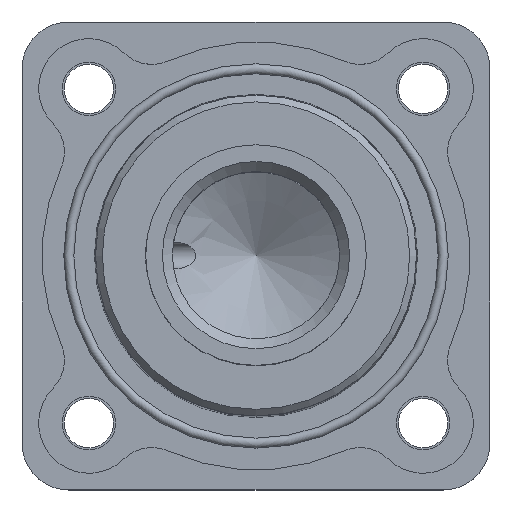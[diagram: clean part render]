
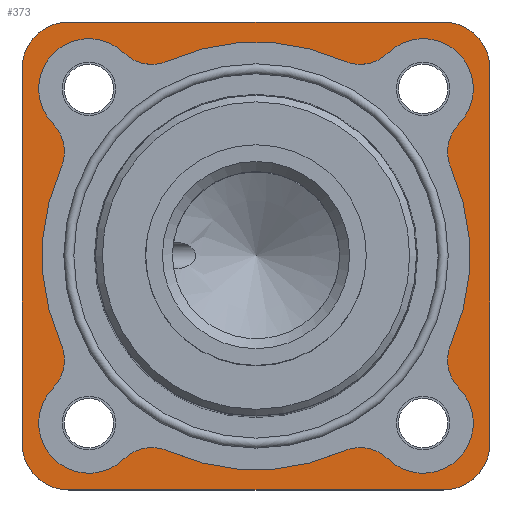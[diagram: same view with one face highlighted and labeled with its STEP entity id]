
A CAD part, top view. The second image highlights one B-rep face of the part: STEP entity #373.
In plain terms, the highlighted planar face has unit normal (0, 0, 1).
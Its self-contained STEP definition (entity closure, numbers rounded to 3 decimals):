
#258=FACE_BOUND('',#630,.T.);
#259=FACE_BOUND('',#631,.T.);
#373=ADVANCED_FACE('',(#258,#259),#419,.T.);
#419=PLANE('',#1952);
#630=EDGE_LOOP('',(#1144,#1145,#1146,#1147,#1148,#1149,#1150,#1151,#1152,
#1153,#1154,#1155,#1156,#1157,#1158,#1159));
#631=EDGE_LOOP('',(#1160,#1161,#1162,#1163,#1164,#1165,#1166,#1167));
#682=CIRCLE('',#1785,16.);
#684=CIRCLE('',#1788,3.);
#686=CIRCLE('',#1791,3.75);
#688=CIRCLE('',#1794,3.);
#690=CIRCLE('',#1797,16.);
#692=CIRCLE('',#1800,3.);
#694=CIRCLE('',#1803,3.75);
#696=CIRCLE('',#1806,3.);
#698=CIRCLE('',#1809,16.);
#700=CIRCLE('',#1812,3.);
#702=CIRCLE('',#1815,3.75);
#704=CIRCLE('',#1818,3.);
#706=CIRCLE('',#1821,16.);
#708=CIRCLE('',#1824,3.);
#710=CIRCLE('',#1827,3.75);
#712=CIRCLE('',#1830,3.);
#757=CIRCLE('',#1928,3.5);
#759=CIRCLE('',#1932,3.5);
#761=CIRCLE('',#1936,3.5);
#768=CIRCLE('',#1950,3.5);
#1144=ORIENTED_EDGE('',*,*,#1435,.F.);
#1145=ORIENTED_EDGE('',*,*,#1438,.F.);
#1146=ORIENTED_EDGE('',*,*,#1392,.F.);
#1147=ORIENTED_EDGE('',*,*,#1396,.F.);
#1148=ORIENTED_EDGE('',*,*,#1399,.F.);
#1149=ORIENTED_EDGE('',*,*,#1402,.F.);
#1150=ORIENTED_EDGE('',*,*,#1405,.F.);
#1151=ORIENTED_EDGE('',*,*,#1408,.F.);
#1152=ORIENTED_EDGE('',*,*,#1411,.F.);
#1153=ORIENTED_EDGE('',*,*,#1414,.F.);
#1154=ORIENTED_EDGE('',*,*,#1417,.F.);
#1155=ORIENTED_EDGE('',*,*,#1420,.F.);
#1156=ORIENTED_EDGE('',*,*,#1423,.F.);
#1157=ORIENTED_EDGE('',*,*,#1426,.F.);
#1158=ORIENTED_EDGE('',*,*,#1429,.F.);
#1159=ORIENTED_EDGE('',*,*,#1432,.F.);
#1160=ORIENTED_EDGE('',*,*,#1552,.T.);
#1161=ORIENTED_EDGE('',*,*,#1544,.T.);
#1162=ORIENTED_EDGE('',*,*,#1541,.T.);
#1163=ORIENTED_EDGE('',*,*,#1539,.T.);
#1164=ORIENTED_EDGE('',*,*,#1535,.T.);
#1165=ORIENTED_EDGE('',*,*,#1533,.T.);
#1166=ORIENTED_EDGE('',*,*,#1529,.T.);
#1167=ORIENTED_EDGE('',*,*,#1527,.T.);
#1240=VERTEX_POINT('',#2620);
#1241=VERTEX_POINT('',#2621);
#1244=VERTEX_POINT('',#2629);
#1246=VERTEX_POINT('',#2635);
#1248=VERTEX_POINT('',#2641);
#1250=VERTEX_POINT('',#2647);
#1252=VERTEX_POINT('',#2653);
#1254=VERTEX_POINT('',#2659);
#1256=VERTEX_POINT('',#2665);
#1258=VERTEX_POINT('',#2671);
#1260=VERTEX_POINT('',#2677);
#1262=VERTEX_POINT('',#2683);
#1264=VERTEX_POINT('',#2689);
#1266=VERTEX_POINT('',#2695);
#1268=VERTEX_POINT('',#2701);
#1270=VERTEX_POINT('',#2707);
#1323=VERTEX_POINT('',#2904);
#1324=VERTEX_POINT('',#2906);
#1325=VERTEX_POINT('',#2910);
#1328=VERTEX_POINT('',#2918);
#1329=VERTEX_POINT('',#2922);
#1332=VERTEX_POINT('',#2930);
#1333=VERTEX_POINT('',#2934);
#1335=VERTEX_POINT('',#2940);
#1392=EDGE_CURVE('',#1240,#1241,#682,.T.);
#1396=EDGE_CURVE('',#1244,#1240,#684,.T.);
#1399=EDGE_CURVE('',#1246,#1244,#686,.T.);
#1402=EDGE_CURVE('',#1248,#1246,#688,.T.);
#1405=EDGE_CURVE('',#1250,#1248,#690,.T.);
#1408=EDGE_CURVE('',#1252,#1250,#692,.T.);
#1411=EDGE_CURVE('',#1254,#1252,#694,.T.);
#1414=EDGE_CURVE('',#1256,#1254,#696,.T.);
#1417=EDGE_CURVE('',#1258,#1256,#698,.T.);
#1420=EDGE_CURVE('',#1260,#1258,#700,.T.);
#1423=EDGE_CURVE('',#1262,#1260,#702,.T.);
#1426=EDGE_CURVE('',#1264,#1262,#704,.T.);
#1429=EDGE_CURVE('',#1266,#1264,#706,.T.);
#1432=EDGE_CURVE('',#1268,#1266,#708,.T.);
#1435=EDGE_CURVE('',#1270,#1268,#710,.T.);
#1438=EDGE_CURVE('',#1241,#1270,#712,.T.);
#1527=EDGE_CURVE('',#1324,#1323,#1638,.T.);
#1529=EDGE_CURVE('',#1325,#1324,#757,.T.);
#1533=EDGE_CURVE('',#1328,#1325,#1642,.T.);
#1535=EDGE_CURVE('',#1329,#1328,#759,.T.);
#1539=EDGE_CURVE('',#1332,#1329,#1646,.T.);
#1541=EDGE_CURVE('',#1333,#1332,#761,.T.);
#1544=EDGE_CURVE('',#1335,#1333,#1649,.T.);
#1552=EDGE_CURVE('',#1323,#1335,#768,.T.);
#1638=LINE('',#2905,#1722);
#1642=LINE('',#2917,#1726);
#1646=LINE('',#2929,#1730);
#1649=LINE('',#2939,#1733);
#1722=VECTOR('',#2417,1.);
#1726=VECTOR('',#2429,1.);
#1730=VECTOR('',#2441,1.);
#1733=VECTOR('',#2452,1.);
#1785=AXIS2_PLACEMENT_3D('',#2619,#2073,#2074);
#1788=AXIS2_PLACEMENT_3D('',#2628,#2081,#2082);
#1791=AXIS2_PLACEMENT_3D('',#2634,#2088,#2089);
#1794=AXIS2_PLACEMENT_3D('',#2640,#2095,#2096);
#1797=AXIS2_PLACEMENT_3D('',#2646,#2102,#2103);
#1800=AXIS2_PLACEMENT_3D('',#2652,#2109,#2110);
#1803=AXIS2_PLACEMENT_3D('',#2658,#2116,#2117);
#1806=AXIS2_PLACEMENT_3D('',#2664,#2123,#2124);
#1809=AXIS2_PLACEMENT_3D('',#2670,#2130,#2131);
#1812=AXIS2_PLACEMENT_3D('',#2676,#2137,#2138);
#1815=AXIS2_PLACEMENT_3D('',#2682,#2144,#2145);
#1818=AXIS2_PLACEMENT_3D('',#2688,#2151,#2152);
#1821=AXIS2_PLACEMENT_3D('',#2694,#2158,#2159);
#1824=AXIS2_PLACEMENT_3D('',#2700,#2165,#2166);
#1827=AXIS2_PLACEMENT_3D('',#2706,#2172,#2173);
#1830=AXIS2_PLACEMENT_3D('',#2712,#2179,#2180);
#1928=AXIS2_PLACEMENT_3D('',#2909,#2421,#2422);
#1932=AXIS2_PLACEMENT_3D('',#2921,#2433,#2434);
#1936=AXIS2_PLACEMENT_3D('',#2933,#2445,#2446);
#1950=AXIS2_PLACEMENT_3D('',#2959,#2477,#2478);
#1952=AXIS2_PLACEMENT_3D('',#2961,#2481,#2482);
#2073=DIRECTION('',(0.,0.,1.));
#2074=DIRECTION('',(1.,0.,0.));
#2081=DIRECTION('',(0.,0.,-1.));
#2082=DIRECTION('',(1.,0.,0.));
#2088=DIRECTION('',(0.,0.,1.));
#2089=DIRECTION('',(1.,0.,0.));
#2095=DIRECTION('',(0.,0.,-1.));
#2096=DIRECTION('',(1.,0.,0.));
#2102=DIRECTION('',(0.,0.,1.));
#2103=DIRECTION('',(1.,0.,0.));
#2109=DIRECTION('',(0.,0.,-1.));
#2110=DIRECTION('',(1.,0.,0.));
#2116=DIRECTION('',(0.,0.,1.));
#2117=DIRECTION('',(1.,0.,0.));
#2123=DIRECTION('',(0.,0.,-1.));
#2124=DIRECTION('',(1.,0.,0.));
#2130=DIRECTION('',(0.,0.,1.));
#2131=DIRECTION('',(1.,0.,0.));
#2137=DIRECTION('',(0.,0.,-1.));
#2138=DIRECTION('',(1.,0.,0.));
#2144=DIRECTION('',(0.,0.,1.));
#2145=DIRECTION('',(1.,0.,0.));
#2151=DIRECTION('',(0.,0.,-1.));
#2152=DIRECTION('',(1.,0.,0.));
#2158=DIRECTION('',(0.,0.,1.));
#2159=DIRECTION('',(1.,0.,0.));
#2165=DIRECTION('',(0.,0.,-1.));
#2166=DIRECTION('',(1.,0.,0.));
#2172=DIRECTION('',(0.,0.,1.));
#2173=DIRECTION('',(1.,0.,0.));
#2179=DIRECTION('',(0.,0.,-1.));
#2180=DIRECTION('',(1.,0.,0.));
#2417=DIRECTION('',(1.,0.,0.));
#2421=DIRECTION('',(0.,0.,1.));
#2422=DIRECTION('',(1.,0.,0.));
#2429=DIRECTION('',(0.,-1.,0.));
#2433=DIRECTION('',(0.,0.,1.));
#2434=DIRECTION('',(1.,0.,0.));
#2441=DIRECTION('',(-1.,0.,0.));
#2445=DIRECTION('',(0.,0.,1.));
#2446=DIRECTION('',(1.,0.,0.));
#2452=DIRECTION('',(0.,1.,0.));
#2477=DIRECTION('',(0.,0.,1.));
#2478=DIRECTION('',(1.,0.,0.));
#2481=DIRECTION('',(0.,0.,1.));
#2482=DIRECTION('',(1.,0.,0.));
#2619=CARTESIAN_POINT('',(0.,0.,3.5));
#2620=CARTESIAN_POINT('',(6.557,14.595,3.5));
#2621=CARTESIAN_POINT('',(-6.557,14.595,3.5));
#2628=CARTESIAN_POINT('',(7.786,17.331,3.5));
#2629=CARTESIAN_POINT('',(9.881,15.184,3.5));
#2634=CARTESIAN_POINT('',(12.5,12.5,3.5));
#2635=CARTESIAN_POINT('',(15.184,9.881,3.5));
#2640=CARTESIAN_POINT('',(17.331,7.786,3.5));
#2641=CARTESIAN_POINT('',(14.595,6.557,3.5));
#2646=CARTESIAN_POINT('',(0.,0.,3.5));
#2647=CARTESIAN_POINT('',(14.595,-6.557,3.5));
#2652=CARTESIAN_POINT('',(17.331,-7.786,3.5));
#2653=CARTESIAN_POINT('',(15.184,-9.881,3.5));
#2658=CARTESIAN_POINT('',(12.5,-12.5,3.5));
#2659=CARTESIAN_POINT('',(9.881,-15.184,3.5));
#2664=CARTESIAN_POINT('',(7.786,-17.331,3.5));
#2665=CARTESIAN_POINT('',(6.557,-14.595,3.5));
#2670=CARTESIAN_POINT('',(0.,0.,3.5));
#2671=CARTESIAN_POINT('',(-6.557,-14.595,3.5));
#2676=CARTESIAN_POINT('',(-7.786,-17.331,3.5));
#2677=CARTESIAN_POINT('',(-9.881,-15.184,3.5));
#2682=CARTESIAN_POINT('',(-12.5,-12.5,3.5));
#2683=CARTESIAN_POINT('',(-15.184,-9.881,3.5));
#2688=CARTESIAN_POINT('',(-17.331,-7.786,3.5));
#2689=CARTESIAN_POINT('',(-14.595,-6.557,3.5));
#2694=CARTESIAN_POINT('',(0.,0.,3.5));
#2695=CARTESIAN_POINT('',(-14.595,6.557,3.5));
#2700=CARTESIAN_POINT('',(-17.331,7.786,3.5));
#2701=CARTESIAN_POINT('',(-15.184,9.881,3.5));
#2706=CARTESIAN_POINT('',(-12.5,12.5,3.5));
#2707=CARTESIAN_POINT('',(-9.881,15.184,3.5));
#2712=CARTESIAN_POINT('',(-7.786,17.331,3.5));
#2904=CARTESIAN_POINT('',(14.,-17.5,3.5));
#2905=CARTESIAN_POINT('',(-14.,-17.5,3.5));
#2906=CARTESIAN_POINT('',(-14.,-17.5,3.5));
#2909=CARTESIAN_POINT('',(-14.,-14.,3.5));
#2910=CARTESIAN_POINT('',(-17.5,-14.,3.5));
#2917=CARTESIAN_POINT('',(-17.5,14.,3.5));
#2918=CARTESIAN_POINT('',(-17.5,14.,3.5));
#2921=CARTESIAN_POINT('',(-14.,14.,3.5));
#2922=CARTESIAN_POINT('',(-14.,17.5,3.5));
#2929=CARTESIAN_POINT('',(14.,17.5,3.5));
#2930=CARTESIAN_POINT('',(14.,17.5,3.5));
#2933=CARTESIAN_POINT('',(14.,14.,3.5));
#2934=CARTESIAN_POINT('',(17.5,14.,3.5));
#2939=CARTESIAN_POINT('',(17.5,-14.,3.5));
#2940=CARTESIAN_POINT('',(17.5,-14.,3.5));
#2959=CARTESIAN_POINT('',(14.,-14.,3.5));
#2961=CARTESIAN_POINT('',(14.,-14.,3.5));
